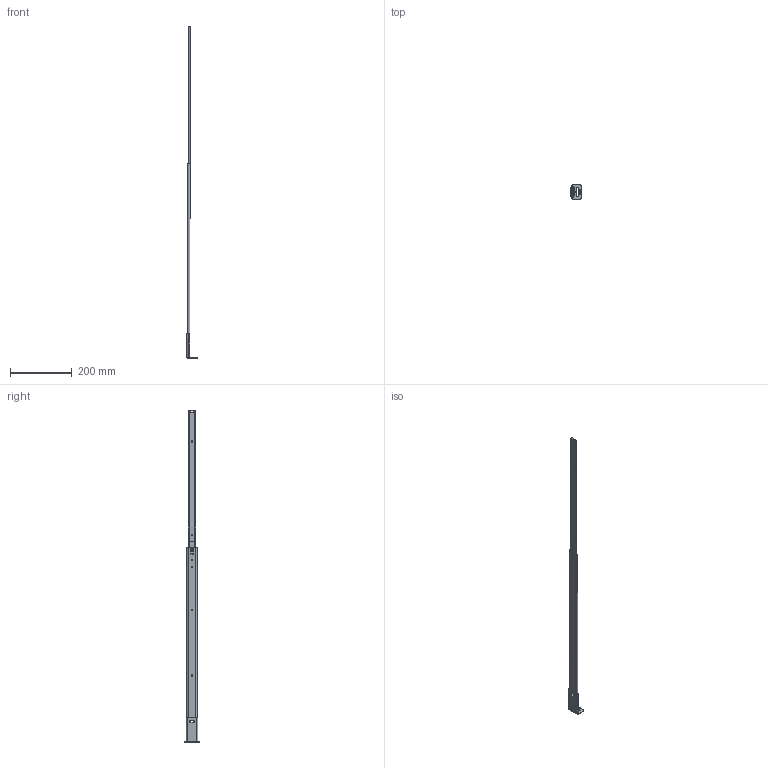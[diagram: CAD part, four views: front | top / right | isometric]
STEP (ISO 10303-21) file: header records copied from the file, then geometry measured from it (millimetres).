
FILE_DESCRIPTION (( 'STEP AP203' ), '1' );
FILE_NAME ('3529-24.STEP', '2021-03-15T02:29:29', ( '' ), ( '' ), 'SwSTEP 2.0', 'SolidWorks 2019', '' );
FILE_SCHEMA (( 'CONFIG_CONTROL_DESIGN' ));
Length unit declared in the file: millimetre
Products named in the file (5): PN6 補強板; 3529-24; IM 3529-24 ; PN7 ブラケット; OM 3529-24 
Assembly tree (4 placements, depth 2):
  3529-24
    OM 3529-24 
    IM 3529-24 
    PN6 補強板
    PN7 ブラケット
Bounding box: 33 x 48.5 x 1075.9 mm (x, y, z)
Volume: 87496.5 mm3; surface area: 122356.2 mm2
Topology: 5 solids, 5 shells, 229 faces, 649 edges, 430 vertices
Faces by surface type: plane 120, cylinder 109
Entity records: 8272 total; most frequent: CARTESIAN_POINT 1553, DIRECTION 1309, ORIENTED_EDGE 1298, EDGE_CURVE 649, AXIS2_PLACEMENT_3D 448, VERTEX_POINT 430, VECTOR 413, LINE 413
